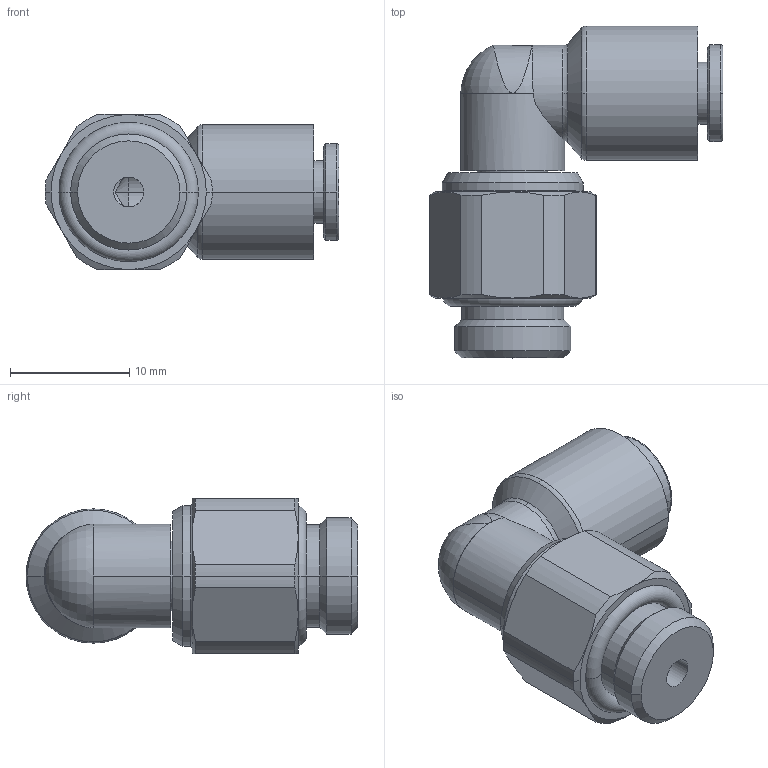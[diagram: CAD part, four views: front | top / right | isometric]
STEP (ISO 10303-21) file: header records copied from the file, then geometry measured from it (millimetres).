
FILE_DESCRIPTION(('STEP AP214'),'1');
FILE_NAME('3189_04_10.stp','2016-07-07T14:54:51',('TraceParts'),('TraceParts S.A.'),'Spatial InterOp 3D',' ',' ');
FILE_SCHEMA(('automotive_design'));
Length unit declared in the file: millimetre
Products named in the file (1): 1
Bounding box: 24.61 x 27.8 x 13 mm (x, y, z)
Volume: 3222.8 mm3; surface area: 2150 mm2
Topology: 1 solids, 1 shells, 89 faces, 215 edges, 134 vertices
Faces by surface type: cylinder 31, cone 30, plane 15, torus 13
Entity records: 3072 total; most frequent: CARTESIAN_POINT 975, DIRECTION 473, ORIENTED_EDGE 430, EDGE_CURVE 215, AXIS2_PLACEMENT_3D 210, VERTEX_POINT 134, CIRCLE 120, EDGE_LOOP 97
